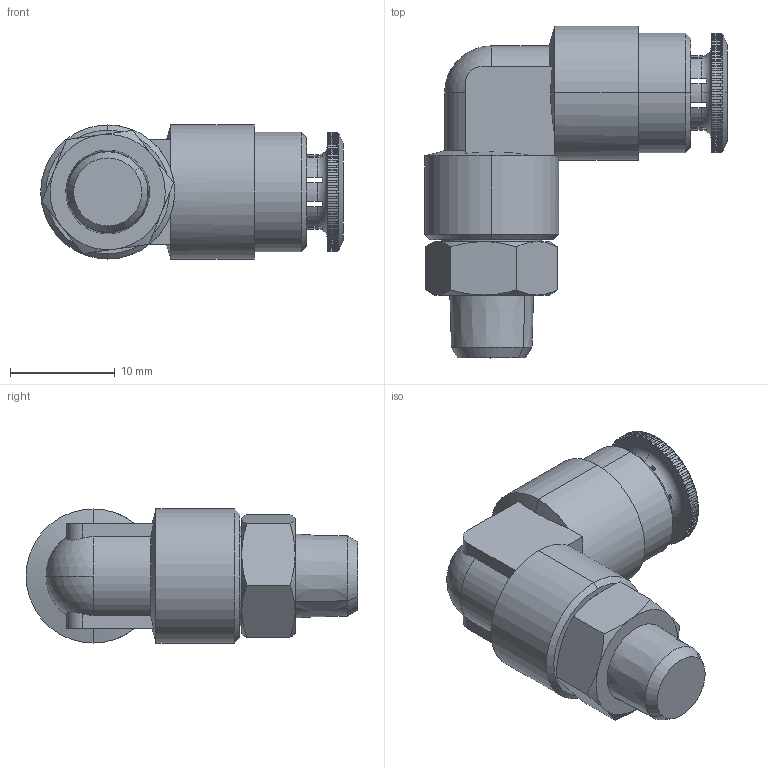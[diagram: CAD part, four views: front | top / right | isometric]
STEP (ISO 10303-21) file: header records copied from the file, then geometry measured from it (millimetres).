
FILE_DESCRIPTION (( 'STEP AP214' ), '1' );
FILE_NAME ('5811100006A.step', '2012-10-16T19:16:14', ( '' ), ( '' ), 'SwSTEP 2.0', 'SolidWorks 2012', '' );
FILE_SCHEMA (( 'AUTOMOTIVE_DESIGN' ));
Length unit declared in the file: millimetre
Products named in the file (1): 5811100006A
Bounding box: 28.9 x 31.7 x 12.8 mm (x, y, z)
Volume: 4411.2 mm3; surface area: 2131.5 mm2
Topology: 1 solids, 1 shells, 389 faces, 1138 edges, 749 vertices
Faces by surface type: plane 258, cylinder 93, cone 30, torus 6, sphere 2
Entity records: 14361 total; most frequent: CARTESIAN_POINT 3208, ORIENTED_EDGE 2276, DIRECTION 1907, EDGE_CURVE 1138, VERTEX_POINT 749, AXIS2_PLACEMENT_3D 650, LINE 607, VECTOR 607
